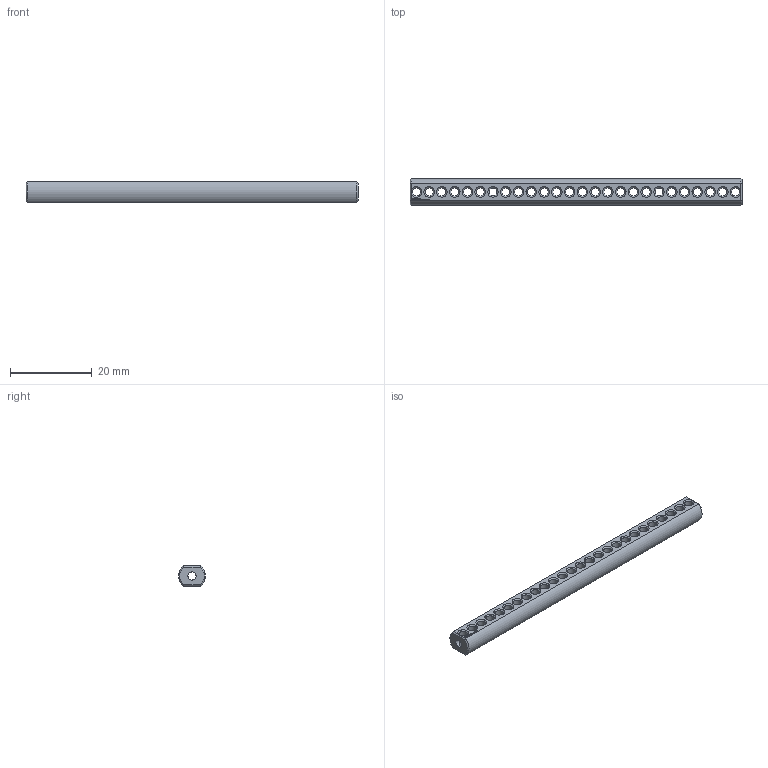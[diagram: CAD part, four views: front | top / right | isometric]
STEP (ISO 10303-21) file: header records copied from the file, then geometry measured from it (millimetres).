
FILE_DESCRIPTION(('FreeCAD Model'),'2;1');
FILE_NAME('Open CASCADE Shape Model','2024-06-18T12:55:34',(''),(''), 'Open CASCADE STEP processor 7.6','FreeCAD','Unknown');
FILE_SCHEMA(('AUTOMOTIVE_DESIGN { 1 0 10303 214 1 1 1 1 }'));
Length unit declared in the file: millimetre
Products named in the file (1): Shaft IDX BU06.50 - SPN-SFT-0146 (stemfie.org)
Bounding box: 81.25 x 6.6 x 5 mm (x, y, z)
Volume: 1853.3 mm3; surface area: 2365 mm2
Topology: 1 solids, 1 shells, 600 faces, 1757 edges, 1134 vertices
Faces by surface type: plane 323, extrusion 140, cylinder 81, cone 56
Full cylindrical faces by diameter (mm): 2 x79
Entity records: 20177 total; most frequent: CARTESIAN_POINT 4332, ORIENTED_EDGE 3514, DIRECTION 2877, EDGE_CURVE 1757, VECTOR 1279, LINE 1139, VERTEX_POINT 1134, AXIS2_PLACEMENT_3D 799
